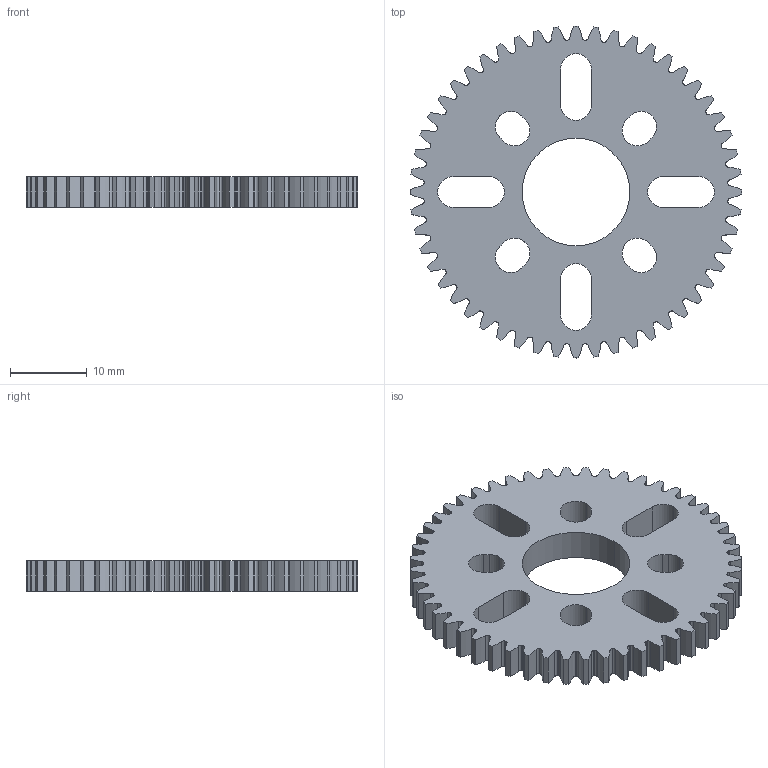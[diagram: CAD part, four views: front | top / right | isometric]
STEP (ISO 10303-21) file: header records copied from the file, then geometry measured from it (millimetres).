
FILE_DESCRIPTION (( 'STEP AP203' ), '1' );
FILE_NAME ('2312-0014-0052.STEP', '2019-08-22T15:47:47', ( '' ), ( '' ), 'SwSTEP 2.0', 'SolidWorks 2016', '' );
FILE_SCHEMA (( 'CONFIG_CONTROL_DESIGN' ));
Length unit declared in the file: millimetre
Products named in the file (1): 2312-0014-0052
Bounding box: 43.2 x 43.2 x 4 mm (x, y, z)
Volume: 4049 mm3; surface area: 3794.6 mm2
Topology: 1 solids, 1 shells, 459 faces, 1371 edges, 914 vertices
Faces by surface type: bspline 208, cylinder 129, plane 122
Entity records: 22132 total; most frequent: CARTESIAN_POINT 10857, ORIENTED_EDGE 2742, DIRECTION 1717, EDGE_CURVE 1371, VERTEX_POINT 914, VECTOR 697, LINE 697, AXIS2_PLACEMENT_3D 510
